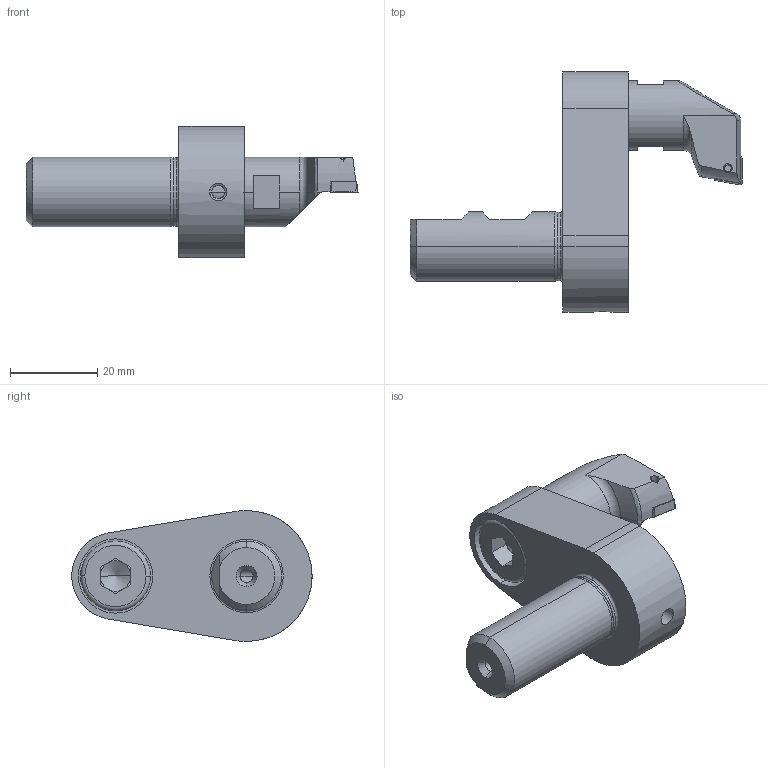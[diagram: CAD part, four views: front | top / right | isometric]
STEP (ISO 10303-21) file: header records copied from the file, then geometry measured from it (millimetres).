
FILE_DESCRIPTION (( 'STEP AP203' ), '1' );
FILE_NAME ('UH1-U30.K01.015.STEP', '2017-11-10T11:06:51', ( 'SWIAdmin' ), ( 'Hewlett-Packard Company' ), 'SwSTEP 2.0', 'SolidWorks 2017', '' );
FILE_SCHEMA (( 'CONFIG_CONTROL_DESIGN' ));
Length unit declared in the file: millimetre
Products named in the file (7): UH1-U30.K01.015_A; UH1-ER1.001.016_A; HS0-A32.K11.027_B; WCA-ER2.001.006_A; CCMT060204; HS0-A32.K11.027; UH1-U30.K01.015
Assembly tree (6 placements, depth 3):
  UH1-U30.K01.015
    UH1-U30.K01.015_A
    UH1-ER1.001.016_A
    HS0-A32.K11.027
      HS0-A32.K11.027_B
      WCA-ER2.001.006_A
      CCMT060204
Bounding box: 76 x 54.97 x 30 mm (x, y, z)
Volume: 28462.1 mm3; surface area: 11162.1 mm2
Topology: 5 solids, 5 shells, 208 faces, 514 edges, 313 vertices
Faces by surface type: plane 67, cylinder 61, cone 46, torus 20, bspline 12, sphere 2
Entity records: 7304 total; most frequent: CARTESIAN_POINT 1803, ORIENTED_EDGE 1012, DIRECTION 1007, EDGE_CURVE 506, AXIS2_PLACEMENT_3D 401, VERTEX_POINT 313, EDGE_LOOP 225, ADVANCED_FACE 208
